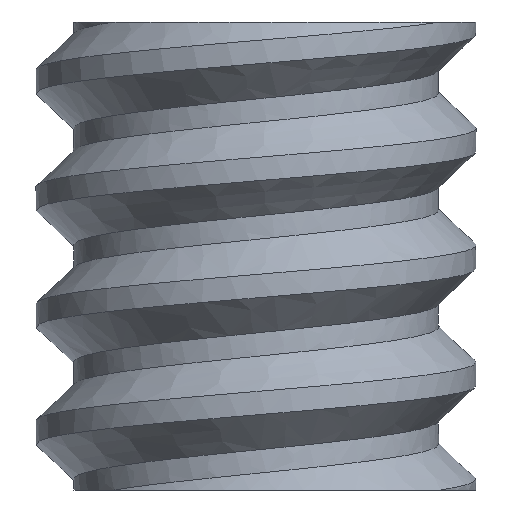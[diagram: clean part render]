
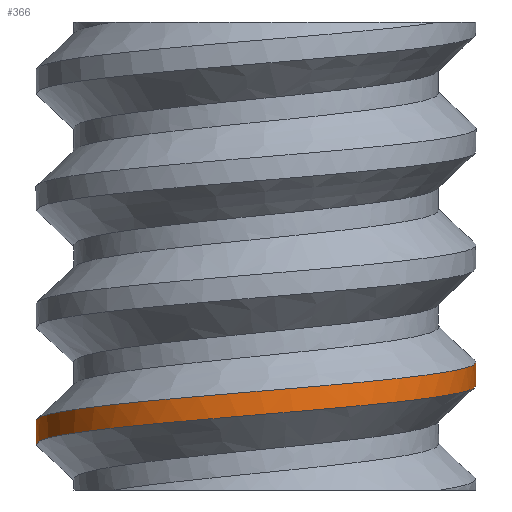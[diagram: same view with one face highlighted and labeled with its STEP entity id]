
A CAD part, front view. The second image highlights one B-rep face of the part: STEP entity #366.
In plain terms, the highlighted cylindrical face has radius 5.875 mm (diameter 11.75 mm), a full revolution.
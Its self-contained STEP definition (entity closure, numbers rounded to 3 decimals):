
#40=FACE_OUTER_BOUND('',#63,.T.);
#63=EDGE_LOOP('',(#256,#257,#258,#259));
#95=B_SPLINE_CURVE_WITH_KNOTS('',3,(#570,#571,#572,#573,#574,#575,#576,
#577,#578,#579,#580,#581,#582,#583,#584,#585,#586,#587,#588,#589,#590,#591,
#592,#593,#594,#595,#596,#597,#598,#599,#600,#601,#602,#603,#604,#605,#606,
#607,#608,#609),.UNSPECIFIED.,.F.,.F.,(4,3,3,3,3,3,3,3,3,3,3,3,3,4),(8.949,
9.132,9.512,9.893,10.273,10.558,
10.844,11.129,11.414,11.7,11.985,
12.271,12.556,12.665),.UNSPECIFIED.);
#96=B_SPLINE_CURVE_WITH_KNOTS('',3,(#610,#611,#612,#613,#614,#615,#616,
#617,#618,#619,#620,#621,#622,#623,#624,#625,#626,#627,#628,#629,#630,#631,
#632,#633,#634,#635,#636,#637,#638,#639,#640,#641,#642,#643),
 .UNSPECIFIED.,.F.,.F.,(4,3,3,3,3,3,3,3,3,3,3,4),(1.457,1.712,
1.997,2.283,2.663,3.044,3.424,
3.805,4.058,4.566,4.819,5.173),
 .UNSPECIFIED.);
#111=LINE('',#512,#137);
#112=LINE('',#569,#138);
#137=VECTOR('',#432,5.875);
#138=VECTOR('',#437,5.875);
#163=VERTEX_POINT('',#510);
#164=VERTEX_POINT('',#511);
#167=VERTEX_POINT('',#567);
#168=VERTEX_POINT('',#568);
#198=EDGE_CURVE('',#163,#164,#111,.T.);
#202=EDGE_CURVE('',#167,#168,#112,.T.);
#203=EDGE_CURVE('',#167,#163,#95,.T.);
#204=EDGE_CURVE('',#164,#168,#96,.T.);
#256=ORIENTED_EDGE('',*,*,#202,.F.);
#257=ORIENTED_EDGE('',*,*,#203,.T.);
#258=ORIENTED_EDGE('',*,*,#198,.T.);
#259=ORIENTED_EDGE('',*,*,#204,.T.);
#361=CYLINDRICAL_SURFACE('',#404,5.875);
#366=ADVANCED_FACE('',(#40),#361,.T.);
#404=AXIS2_PLACEMENT_3D('',#566,#435,#436);
#432=DIRECTION('',(0.,0.,-1.));
#435=DIRECTION('center_axis',(0.,0.,1.));
#436=DIRECTION('ref_axis',(1.,0.,0.));
#437=DIRECTION('',(0.,0.,-1.));
#510=CARTESIAN_POINT('',(-5.874,0.,1.85));
#511=CARTESIAN_POINT('',(-5.875,0.,1.225));
#512=CARTESIAN_POINT('',(-5.875,0.,0.));
#566=CARTESIAN_POINT('Origin',(0.,0.,0.));
#567=CARTESIAN_POINT('',(-5.87,0.001,4.975));
#568=CARTESIAN_POINT('',(-5.872,0.,4.35));
#569=CARTESIAN_POINT('',(-5.875,0.,0.));
#570=CARTESIAN_POINT('Ctrl Pts',(-5.87,0.001,
4.975));
#571=CARTESIAN_POINT('Ctrl Pts',(-5.874,0.605,4.924));
#572=CARTESIAN_POINT('Ctrl Pts',(-5.786,1.209,4.873));
#573=CARTESIAN_POINT('Ctrl Pts',(-5.605,1.784,4.821));
#574=CARTESIAN_POINT('Ctrl Pts',(-5.226,2.983,4.715));
#575=CARTESIAN_POINT('Ctrl Pts',(-4.437,4.057,4.608));
#576=CARTESIAN_POINT('Ctrl Pts',(-3.409,4.788,4.501));
#577=CARTESIAN_POINT('Ctrl Pts',(-2.381,5.518,4.395));
#578=CARTESIAN_POINT('Ctrl Pts',(-1.114,5.905,4.288));
#579=CARTESIAN_POINT('Ctrl Pts',(0.144,5.874,4.182));
#580=CARTESIAN_POINT('Ctrl Pts',(1.401,5.842,4.075));
#581=CARTESIAN_POINT('Ctrl Pts',(2.65,5.393,3.968));
#582=CARTESIAN_POINT('Ctrl Pts',(3.64,4.615,3.862));
#583=CARTESIAN_POINT('Ctrl Pts',(4.382,4.031,3.782));
#584=CARTESIAN_POINT('Ctrl Pts',(4.978,3.261,3.702));
#585=CARTESIAN_POINT('Ctrl Pts',(5.364,2.399,3.622));
#586=CARTESIAN_POINT('Ctrl Pts',(5.749,1.536,3.542));
#587=CARTESIAN_POINT('Ctrl Pts',(5.923,0.579,3.462));
#588=CARTESIAN_POINT('Ctrl Pts',(5.864,-0.363,3.382));
#589=CARTESIAN_POINT('Ctrl Pts',(5.806,-1.306,3.302));
#590=CARTESIAN_POINT('Ctrl Pts',(5.515,-2.235,3.222));
#591=CARTESIAN_POINT('Ctrl Pts',(5.026,-3.043,3.142));
#592=CARTESIAN_POINT('Ctrl Pts',(4.537,-3.851,3.062));
#593=CARTESIAN_POINT('Ctrl Pts',(3.849,-4.539,2.982));
#594=CARTESIAN_POINT('Ctrl Pts',(3.041,-5.027,2.902));
#595=CARTESIAN_POINT('Ctrl Pts',(2.232,-5.516,2.822));
#596=CARTESIAN_POINT('Ctrl Pts',(1.304,-5.806,2.742));
#597=CARTESIAN_POINT('Ctrl Pts',(0.361,-5.864,2.662));
#598=CARTESIAN_POINT('Ctrl Pts',(-0.582,-5.922,2.582));
#599=CARTESIAN_POINT('Ctrl Pts',(-1.539,-5.748,2.502));
#600=CARTESIAN_POINT('Ctrl Pts',(-2.401,-5.362,2.422));
#601=CARTESIAN_POINT('Ctrl Pts',(-3.263,-4.976,2.342));
#602=CARTESIAN_POINT('Ctrl Pts',(-4.03,-4.378,2.262));
#603=CARTESIAN_POINT('Ctrl Pts',(-4.615,-3.637,2.182));
#604=CARTESIAN_POINT('Ctrl Pts',(-5.2,-2.895,2.102));
#605=CARTESIAN_POINT('Ctrl Pts',(-5.604,-2.009,2.022));
#606=CARTESIAN_POINT('Ctrl Pts',(-5.777,-1.08,1.942));
#607=CARTESIAN_POINT('Ctrl Pts',(-5.843,-0.725,1.911));
#608=CARTESIAN_POINT('Ctrl Pts',(-5.875,-0.363,1.881));
#609=CARTESIAN_POINT('Ctrl Pts',(-5.874,0.,
1.85));
#610=CARTESIAN_POINT('Ctrl Pts',(-5.875,0.,
1.225));
#611=CARTESIAN_POINT('Ctrl Pts',(-5.875,-0.845,1.297));
#612=CARTESIAN_POINT('Ctrl Pts',(-5.69,-1.691,1.368));
#613=CARTESIAN_POINT('Ctrl Pts',(-5.336,-2.459,1.44));
#614=CARTESIAN_POINT('Ctrl Pts',(-4.941,-3.317,1.52));
#615=CARTESIAN_POINT('Ctrl Pts',(-4.335,-4.077,1.6));
#616=CARTESIAN_POINT('Ctrl Pts',(-3.587,-4.654,1.68));
#617=CARTESIAN_POINT('Ctrl Pts',(-2.838,-5.231,1.76));
#618=CARTESIAN_POINT('Ctrl Pts',(-1.948,-5.625,1.84));
#619=CARTESIAN_POINT('Ctrl Pts',(-1.018,-5.787,1.92));
#620=CARTESIAN_POINT('Ctrl Pts',(0.222,-6.004,2.026));
#621=CARTESIAN_POINT('Ctrl Pts',(1.534,-5.81,2.133));
#622=CARTESIAN_POINT('Ctrl Pts',(2.657,-5.242,2.24));
#623=CARTESIAN_POINT('Ctrl Pts',(3.779,-4.673,2.346));
#624=CARTESIAN_POINT('Ctrl Pts',(4.713,-3.731,2.453));
#625=CARTESIAN_POINT('Ctrl Pts',(5.269,-2.601,2.56));
#626=CARTESIAN_POINT('Ctrl Pts',(5.826,-1.472,2.666));
#627=CARTESIAN_POINT('Ctrl Pts',(6.007,-0.156,2.773));
#628=CARTESIAN_POINT('Ctrl Pts',(5.776,1.08,2.879));
#629=CARTESIAN_POINT('Ctrl Pts',(5.544,2.316,2.986));
#630=CARTESIAN_POINT('Ctrl Pts',(4.902,3.473,3.093));
#631=CARTESIAN_POINT('Ctrl Pts',(3.975,4.328,3.199));
#632=CARTESIAN_POINT('Ctrl Pts',(3.356,4.898,3.271));
#633=CARTESIAN_POINT('Ctrl Pts',(2.612,5.334,3.342));
#634=CARTESIAN_POINT('Ctrl Pts',(1.813,5.59,3.413));
#635=CARTESIAN_POINT('Ctrl Pts',(0.216,6.102,3.555));
#636=CARTESIAN_POINT('Ctrl Pts',(-1.598,5.896,3.697));
#637=CARTESIAN_POINT('Ctrl Pts',(-3.041,5.034,3.839));
#638=CARTESIAN_POINT('Ctrl Pts',(-3.762,4.603,3.91));
#639=CARTESIAN_POINT('Ctrl Pts',(-4.39,4.008,3.981));
#640=CARTESIAN_POINT('Ctrl Pts',(-4.86,3.311,4.053));
#641=CARTESIAN_POINT('Ctrl Pts',(-5.516,2.339,4.152));
#642=CARTESIAN_POINT('Ctrl Pts',(-5.865,1.168,4.251));
#643=CARTESIAN_POINT('Ctrl Pts',(-5.872,0.,
4.35));
